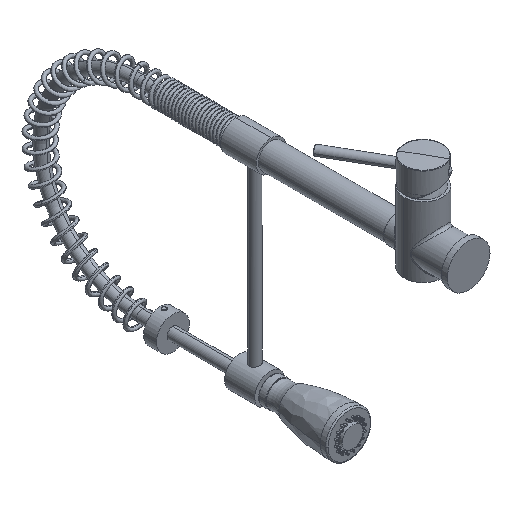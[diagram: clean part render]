
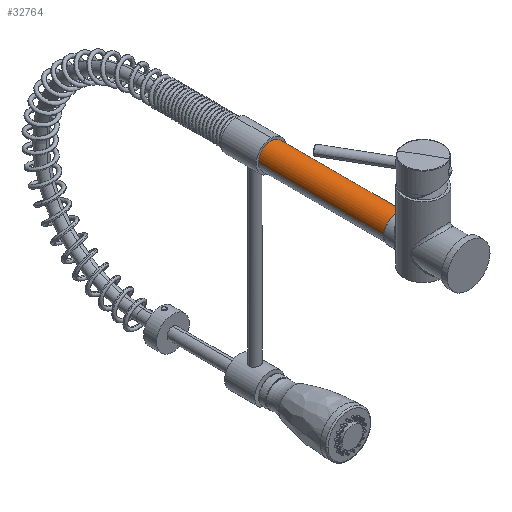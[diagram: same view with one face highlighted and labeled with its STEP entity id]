
A CAD part, isometric view. The second image highlights one B-rep face of the part: STEP entity #32764.
In plain terms, the highlighted cylindrical face has radius 14.85 mm (diameter 29.7 mm), a partial arc.
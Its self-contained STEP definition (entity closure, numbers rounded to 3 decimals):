
#3770=CARTESIAN_POINT('',(0.,30.5,-4.));
#3771=DIRECTION('',(0.,-1.,0.));
#3772=DIRECTION('',(1.,0.,0.));
#3773=AXIS2_PLACEMENT_3D('',#3770,#3771,#3772);
#3872=CARTESIAN_POINT('',(0.,176.1,-4.));
#3873=DIRECTION('',(0.,-1.,0.));
#3874=DIRECTION('',(1.,0.,0.));
#3875=AXIS2_PLACEMENT_3D('',#3872,#3873,#3874);
#26830=DIRECTION('',(0.,1.,0.));
#26831=VECTOR('',#26830,145.6);
#26832=CARTESIAN_POINT('',(-14.85,30.5,-4.));
#26833=LINE('',#26832,#26831);
#26834=DIRECTION('',(0.,1.,0.));
#26835=VECTOR('',#26834,145.6);
#26836=CARTESIAN_POINT('',(14.85,30.5,-4.));
#26837=LINE('',#26836,#26835);
#27153=CARTESIAN_POINT('',(14.85,30.5,-4.));
#27154=CARTESIAN_POINT('',(-14.85,30.5,-4.));
#27155=VERTEX_POINT('',#27153);
#27156=VERTEX_POINT('',#27154);
#27810=CARTESIAN_POINT('',(14.85,176.1,-4.));
#27811=CARTESIAN_POINT('',(-14.85,176.1,-4.));
#27812=VERTEX_POINT('',#27810);
#27813=VERTEX_POINT('',#27811);
#32750=CARTESIAN_POINT('',(0.,193.55,-4.));
#32751=DIRECTION('',(0.,-1.,0.));
#32752=DIRECTION('',(-1.,0.,0.));
#32753=AXIS2_PLACEMENT_3D('',#32750,#32751,#32752);
#32754=CYLINDRICAL_SURFACE('',#32753,14.85);
#32756=ORIENTED_EDGE('',*,*,#32755,.F.);
#32758=ORIENTED_EDGE('',*,*,#32757,.F.);
#32759=ORIENTED_EDGE('',*,*,#32707,.T.);
#32761=ORIENTED_EDGE('',*,*,#32760,.T.);
#32762=EDGE_LOOP('',(#32756,#32758,#32759,#32761));
#32763=FACE_OUTER_BOUND('',#32762,.F.);
#32764=ADVANCED_FACE('',(#32763),#32754,.T.);
#3774=CIRCLE('',#3773,14.85);
#3876=CIRCLE('',#3875,14.85);
#32707=EDGE_CURVE('',#27155,#27156,#3774,.T.);
#32755=EDGE_CURVE('',#27812,#27813,#3876,.T.);
#32757=EDGE_CURVE('',#27155,#27812,#26837,.T.);
#32760=EDGE_CURVE('',#27156,#27813,#26833,.T.);
